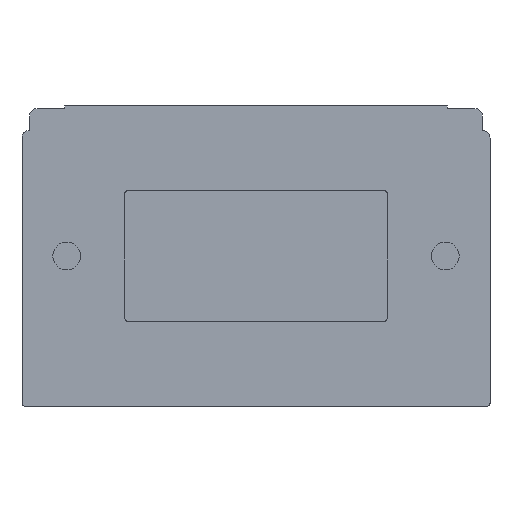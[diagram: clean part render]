
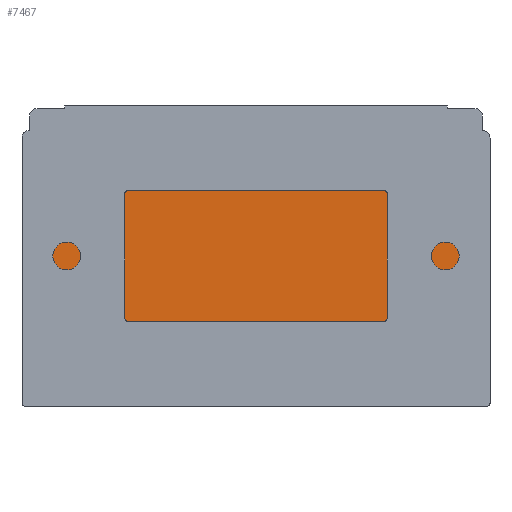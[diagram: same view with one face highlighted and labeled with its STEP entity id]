
A CAD part, top view. The second image highlights one B-rep face of the part: STEP entity #7467.
In plain terms, the highlighted planar face has unit normal (0, 0, 1).
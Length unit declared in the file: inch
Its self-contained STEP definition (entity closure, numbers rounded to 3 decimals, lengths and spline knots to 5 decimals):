
#93 = LINE ( 'NONE', #11514, #7244 ) ;
#102 =( BOUNDED_CURVE ( )  B_SPLINE_CURVE ( 3, ( #9759, #5008, #4033, #6075 ),
 .UNSPECIFIED., .F., .T. ) 
 B_SPLINE_CURVE_WITH_KNOTS ( ( 4, 4 ),
 ( 5.49794, 7.06843 ),
 .UNSPECIFIED. ) 
 CURVE ( )  GEOMETRIC_REPRESENTATION_ITEM ( )  RATIONAL_B_SPLINE_CURVE ( ( 1., 0.805, 0.805, 1. ) ) 
 REPRESENTATION_ITEM ( '' )  );
#302 = DIRECTION ( 'NONE',  ( 0., 0., -1. ) ) ;
#396 = CARTESIAN_POINT ( 'NONE',  ( -0.04319, -1.13555, -0.603 ) ) ;
#430 = CARTESIAN_POINT ( 'NONE',  ( 2.21617, -1.19789, -0.603 ) ) ;
#469 = AXIS2_PLACEMENT_3D ( 'NONE', #430, #302, #7971 ) ;
#502 = VECTOR ( 'NONE', #8242, 39.37008 ) ;
#595 = EDGE_CURVE ( 'NONE', #8837, #3733, #2924, .T. ) ;
#605 = VECTOR ( 'NONE', #8423, 39.37008 ) ;
#779 = CARTESIAN_POINT ( 'NONE',  ( -2.17735, 0.77748, -0.603 ) ) ;
#933 = CARTESIAN_POINT ( 'NONE',  ( 2.21617, -1.15181, -0.603 ) ) ;
#1031 = LINE ( 'NONE', #3952, #6302 ) ;
#1122 = VECTOR ( 'NONE', #1903, 39.37008 ) ;
#1198 = CARTESIAN_POINT ( 'NONE',  ( -0.04319, -1.13581, -0.603 ) ) ;
#1706 = VERTEX_POINT ( 'NONE', #4734 ) ;
#1893 = LINE ( 'NONE', #9612, #4412 ) ;
#1903 = DIRECTION ( 'NONE',  ( -1., 0., 0. ) ) ;
#2011 = VERTEX_POINT ( 'NONE', #7581 ) ;
#2015 =( BOUNDED_CURVE ( )  B_SPLINE_CURVE ( 3, ( #1198, #11685, #3926, #6919 ),
 .UNSPECIFIED., .F., .T. ) 
 B_SPLINE_CURVE_WITH_KNOTS ( ( 4, 4 ),
 ( 2.35635, 3.92684 ),
 .UNSPECIFIED. ) 
 CURVE ( )  GEOMETRIC_REPRESENTATION_ITEM ( )  RATIONAL_B_SPLINE_CURVE ( ( 1., 0.805, 0.805, 1. ) ) 
 REPRESENTATION_ITEM ( '' )  );
#2140 = CARTESIAN_POINT ( 'NONE',  ( 0.04319, -1.12136, -0.603 ) ) ;
#2225 = PLANE ( 'NONE',  #469 ) ;
#2384 = LINE ( 'NONE', #396, #5260 ) ;
#2495 = CARTESIAN_POINT ( 'NONE',  ( -2.17735, 0.80053, -0.603 ) ) ;
#2510 = VERTEX_POINT ( 'NONE', #7029 ) ;
#2736 = EDGE_CURVE ( 'NONE', #10824, #10894, #12284, .T. ) ;
#2782 = CARTESIAN_POINT ( 'NONE',  ( 0.04319, -1.01295, -0.603 ) ) ;
#2846 = DIRECTION ( 'NONE',  ( 0., -1., 0. ) ) ;
#2924 = LINE ( 'NONE', #933, #605 ) ;
#3025 = CARTESIAN_POINT ( 'NONE',  ( -0.04319, -1.12136, -0.603 ) ) ;
#3279 = DIRECTION ( 'NONE',  ( 0., -1., 0. ) ) ;
#3670 = LINE ( 'NONE', #2782, #10049 ) ;
#3733 = VERTEX_POINT ( 'NONE', #9177 ) ;
#3797 = ORIENTED_EDGE ( 'NONE', *, *, #11833, .T. ) ;
#3926 = CARTESIAN_POINT ( 'NONE',  ( -0.04982, -1.15181, -0.603 ) ) ;
#3952 = CARTESIAN_POINT ( 'NONE',  ( 2.21617, -1.15181, -0.603 ) ) ;
#4027 = EDGE_CURVE ( 'NONE', #11772, #8454, #3670, .T. ) ;
#4033 = CARTESIAN_POINT ( 'NONE',  ( 0.04319, -1.14518, -0.603 ) ) ;
#4348 = ORIENTED_EDGE ( 'NONE', *, *, #595, .F. ) ;
#4406 = CARTESIAN_POINT ( 'NONE',  ( 0.04319, -1.13581, -0.603 ) ) ;
#4412 = VECTOR ( 'NONE', #10379, 39.37008 ) ;
#4704 = DIRECTION ( 'NONE',  ( 0., 1., 0. ) ) ;
#4734 = CARTESIAN_POINT ( 'NONE',  ( -0.05919, -1.15181, -0.603 ) ) ;
#4830 = ORIENTED_EDGE ( 'NONE', *, *, #4027, .F. ) ;
#5008 = CARTESIAN_POINT ( 'NONE',  ( 0.04982, -1.15181, -0.603 ) ) ;
#5260 = VECTOR ( 'NONE', #3279, 39.37008 ) ;
#5549 = ORIENTED_EDGE ( 'NONE', *, *, #7365, .F. ) ;
#5693 = DIRECTION ( 'NONE',  ( -1., 0., 0. ) ) ;
#5829 = ORIENTED_EDGE ( 'NONE', *, *, #7677, .F. ) ;
#6075 = CARTESIAN_POINT ( 'NONE',  ( 0.04319, -1.13581, -0.603 ) ) ;
#6302 = VECTOR ( 'NONE', #5693, 39.37008 ) ;
#6828 = ORIENTED_EDGE ( 'NONE', *, *, #10964, .F. ) ;
#6841 = EDGE_CURVE ( 'NONE', #2510, #10894, #10911, .T. ) ;
#6911 = ORIENTED_EDGE ( 'NONE', *, *, #6841, .F. ) ;
#6919 = CARTESIAN_POINT ( 'NONE',  ( -0.05919, -1.15181, -0.603 ) ) ;
#7029 = CARTESIAN_POINT ( 'NONE',  ( -2.17735, -1.15181, -0.603 ) ) ;
#7244 = VECTOR ( 'NONE', #2846, 39.37008 ) ;
#7365 = EDGE_CURVE ( 'NONE', #8483, #2011, #2384, .T. ) ;
#7467 = ADVANCED_FACE ( 'NONE', ( #7603 ), #2225, .F. ) ;
#7581 = CARTESIAN_POINT ( 'NONE',  ( -0.04319, -1.13581, -0.603 ) ) ;
#7603 = FACE_OUTER_BOUND ( 'NONE', #8191, .T. ) ;
#7622 = CARTESIAN_POINT ( 'NONE',  ( 2.14619, 0.77748, -0.603 ) ) ;
#7677 = EDGE_CURVE ( 'NONE', #10824, #8837, #93, .T. ) ;
#7971 = DIRECTION ( 'NONE',  ( -1., 0., 0. ) ) ;
#8191 = EDGE_LOOP ( 'NONE', ( #11178, #6911, #6828, #8308, #5549, #3797, #4830, #12237, #4348, #5829 ) ) ;
#8242 = DIRECTION ( 'NONE',  ( 0., 1., 0. ) ) ;
#8308 = ORIENTED_EDGE ( 'NONE', *, *, #9120, .F. ) ;
#8423 = DIRECTION ( 'NONE',  ( -1., 0., 0. ) ) ;
#8454 = VERTEX_POINT ( 'NONE', #2140 ) ;
#8483 = VERTEX_POINT ( 'NONE', #3025 ) ;
#8711 = CARTESIAN_POINT ( 'NONE',  ( 2.17735, -1.15181, -0.603 ) ) ;
#8837 = VERTEX_POINT ( 'NONE', #8711 ) ;
#9120 = EDGE_CURVE ( 'NONE', #2011, #1706, #2015, .T. ) ;
#9177 = CARTESIAN_POINT ( 'NONE',  ( 0.05919, -1.15181, -0.603 ) ) ;
#9612 = CARTESIAN_POINT ( 'NONE',  ( 2.14619, -1.12136, -0.603 ) ) ;
#9759 = CARTESIAN_POINT ( 'NONE',  ( 0.05919, -1.15181, -0.603 ) ) ;
#10049 = VECTOR ( 'NONE', #4704, 39.37008 ) ;
#10379 = DIRECTION ( 'NONE',  ( 1., 0., 0. ) ) ;
#10824 = VERTEX_POINT ( 'NONE', #11376 ) ;
#10894 = VERTEX_POINT ( 'NONE', #779 ) ;
#10911 = LINE ( 'NONE', #2495, #502 ) ;
#10964 = EDGE_CURVE ( 'NONE', #1706, #2510, #1031, .T. ) ;
#11178 = ORIENTED_EDGE ( 'NONE', *, *, #2736, .T. ) ;
#11376 = CARTESIAN_POINT ( 'NONE',  ( 2.17735, 0.77748, -0.603 ) ) ;
#11514 = CARTESIAN_POINT ( 'NONE',  ( 2.17735, -1.19789, -0.603 ) ) ;
#11572 = EDGE_CURVE ( 'NONE', #3733, #11772, #102, .T. ) ;
#11685 = CARTESIAN_POINT ( 'NONE',  ( -0.04319, -1.14518, -0.603 ) ) ;
#11772 = VERTEX_POINT ( 'NONE', #4406 ) ;
#11833 = EDGE_CURVE ( 'NONE', #8483, #8454, #1893, .T. ) ;
#12237 = ORIENTED_EDGE ( 'NONE', *, *, #11572, .F. ) ;
#12284 = LINE ( 'NONE', #7622, #1122 ) ;
